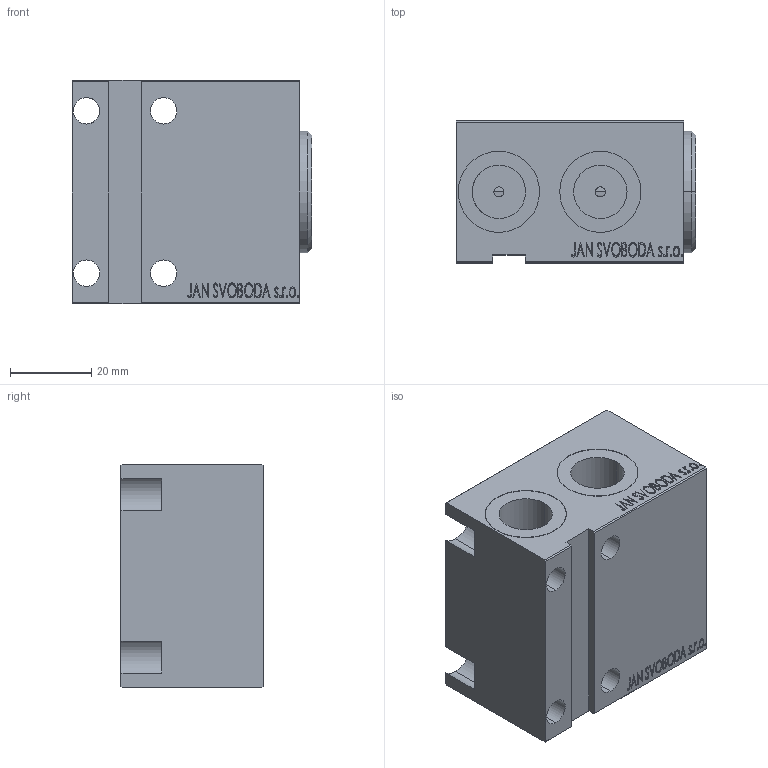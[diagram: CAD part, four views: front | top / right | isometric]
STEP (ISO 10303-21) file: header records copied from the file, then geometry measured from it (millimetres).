
FILE_DESCRIPTION (( 'STEP AP203' ), '1' );
FILE_NAME ('064c.STEP', '2021-11-04T10:23:27', ( '' ), ( '' ), 'SwSTEP 2.0', 'SolidWorks 2019', '' );
FILE_SCHEMA (( 'CONFIG_CONTROL_DESIGN' ));
Length unit declared in the file: millimetre
Products named in the file (4): V450CM_VC_B 1d3bcfa7cbf587d28742359d4d663cf3; V450CM_E 1d3bcfa7cbf587d28742359d4d663cf3; 064c; V450CM_E_VCP 1d3bcfa7cbf587d28742359d4d663cf3
Assembly tree (3 placements, depth 2):
  064c
    V450CM_E 1d3bcfa7cbf587d28742359d4d663cf3
    V450CM_E_VCP 1d3bcfa7cbf587d28742359d4d663cf3
    V450CM_VC_B 1d3bcfa7cbf587d28742359d4d663cf3
Bounding box: 59 x 35 x 55 mm (x, y, z)
Volume: 95009.2 mm3; surface area: 26273.9 mm2
Topology: 3 solids, 3 shells, 864 faces, 2234 edges, 1481 vertices
Faces by surface type: plane 412, bspline 380, cylinder 58, cone 14
Entity records: 43640 total; most frequent: CARTESIAN_POINT 24613, ORIENTED_EDGE 4464, DIRECTION 2564, EDGE_CURVE 2232, VERTEX_POINT 1481, LINE 1328, VECTOR 1328, EDGE_LOOP 987
